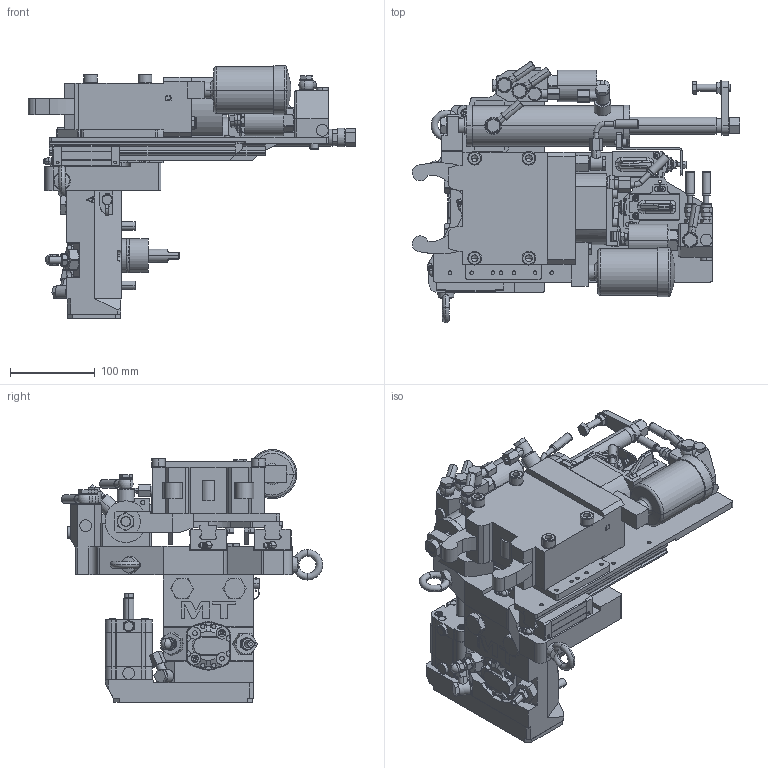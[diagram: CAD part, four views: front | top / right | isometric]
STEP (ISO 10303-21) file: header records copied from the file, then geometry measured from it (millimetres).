
FILE_DESCRIPTION((''),'2;1');
FILE_NAME('MNZ0310370EU_CONF','2025-07-25T11:18:07',('smalpassi'),('M.T. srl'),'CREO PARAMETRIC BY PTC INC, 2023352','CREO PARAMETRIC BY PTC INC, 2023352','');
FILE_SCHEMA(('CONFIG_CONTROL_DESIGN'));
Products named in the file (1): MNZ0310370EU_CONF
Bounding box: 386.62 x 308.69 x 298.5 mm (x, y, z)
Volume: 5483895.3 mm3; surface area: 623873.5 mm2
Topology: 3 solids, 3 shells, 3233 faces, 8281 edges, 5238 vertices
Faces by surface type: plane 1724, cylinder 1003, cone 340, torus 116, sphere 30, bspline 16, revolution 2, extrusion 2
Entity records: 112213 total; most frequent: CARTESIAN_POINT 33160, DIRECTION 16580, ORIENTED_EDGE 16434, EDGE_CURVE 8217, AXIS2_PLACEMENT_3D 5875, VERTEX_POINT 5238, VECTOR 4828, LINE 4826
